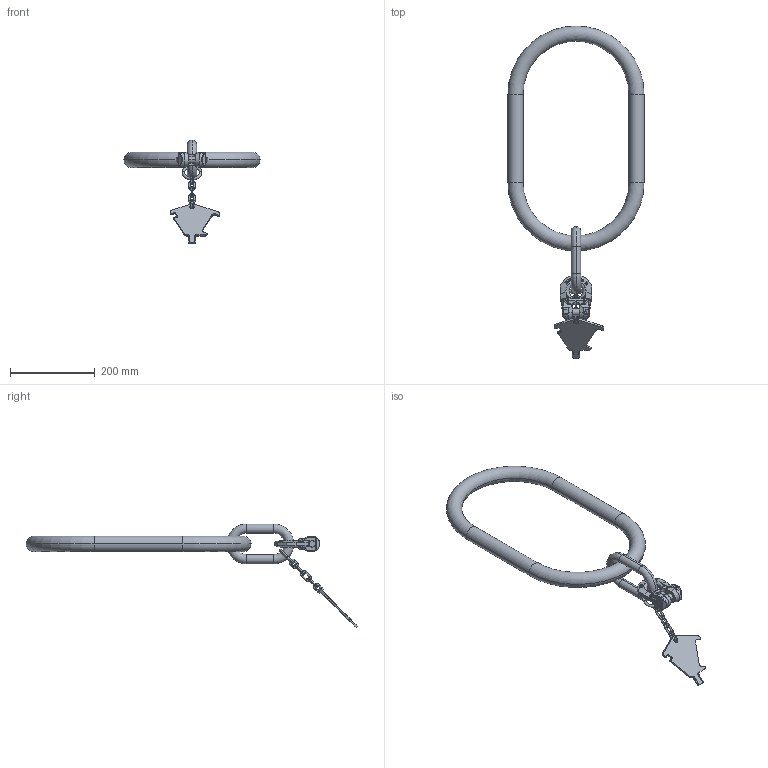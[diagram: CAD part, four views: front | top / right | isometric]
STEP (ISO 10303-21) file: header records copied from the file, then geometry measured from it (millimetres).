
FILE_DESCRIPTION((''),'2;1');
FILE_NAME('001-M32082-P-2_ASM','2014-10-24T',('Andreas.Wendler'),(''),'PRO/ENGINEER BY PARAMETRIC TECHNOLOGY CORPORATION, 2010140','PRO/ENGINEER BY PARAMETRIC TECHNOLOGY CORPORATION, 2010140','');
FILE_SCHEMA(('CONFIG_CONTROL_DESIGN'));
Length unit declared in the file: millimetre
Products named in the file (11): 001-M32082-P-1; 001-M34472-P-4; 001-M31128-V01; 001-M31558-P-1; 001-M31129-P-1; 001-M33743-001; 001-M31130-003_ASM; 001-M31558-P-1_ASM; 001-M31492-P-3; 001-M34472-P-4_ASM; 001-M32082-P-2_ASM
Assembly tree (13 placements, depth 5):
  001-M32082-P-2_ASM
    001-M32082-P-1
    001-M34472-P-4_ASM
      001-M34472-P-4
      001-M31128-V01
      001-M31558-P-1_ASM
        001-M31558-P-1
        001-M31129-P-1  x2
        001-M31130-003_ASM
          001-M33743-001  x3
      001-M31492-P-3
Bounding box: 322 x 784.7 x 245.7 mm (x, y, z)
Volume: 1633076.3 mm3; surface area: 218308.1 mm2
Topology: 10 solids, 10 shells, 565 faces, 1461 edges, 914 vertices
Faces by surface type: plane 299, cylinder 136, bspline 56, torus 50, cone 16, sphere 8
Entity records: 19284 total; most frequent: CARTESIAN_POINT 6948, ORIENTED_EDGE 2814, DIRECTION 2146, EDGE_CURVE 1407, VERTEX_POINT 886, AXIS2_PLACEMENT_3D 812, B_SPLINE_CURVE_WITH_KNOTS 589, EDGE_LOOP 553
